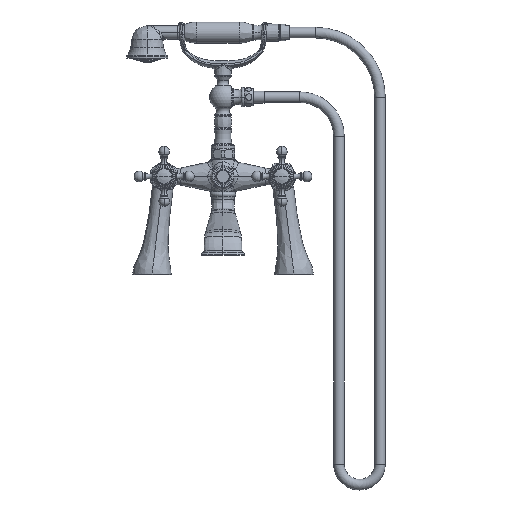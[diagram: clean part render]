
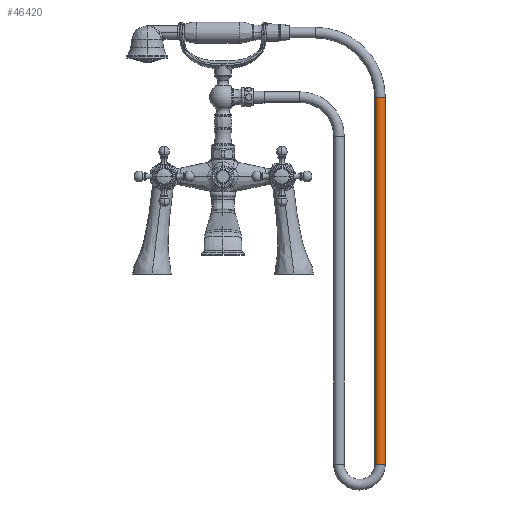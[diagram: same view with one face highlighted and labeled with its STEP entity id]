
A CAD part, top view. The second image highlights one B-rep face of the part: STEP entity #46420.
In plain terms, the highlighted cylindrical face has radius 6.858 mm (diameter 13.716 mm), a partial arc.
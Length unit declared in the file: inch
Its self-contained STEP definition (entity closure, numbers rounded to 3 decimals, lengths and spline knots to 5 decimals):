
#15683=DIRECTION('',(0.,-1.,0.));
#15684=VECTOR('',#15683,18.713);
#15685=CARTESIAN_POINT('',(7.73343,4.04827,0.));
#15686=LINE('',#15685,#15684);
#15687=CARTESIAN_POINT('',(8.00343,4.04827,0.));
#15688=DIRECTION('',(0.,-1.,0.));
#15689=DIRECTION('',(1.,0.,0.));
#15690=AXIS2_PLACEMENT_3D('',#15687,#15688,#15689);
#15692=DIRECTION('',(0.,-1.,0.));
#15693=VECTOR('',#15692,18.713);
#15694=CARTESIAN_POINT('',(8.27343,4.04827,0.));
#15695=LINE('',#15694,#15693);
#15696=CARTESIAN_POINT('',(8.00343,-14.66473,0.));
#15697=DIRECTION('',(0.,-1.,0.));
#15698=DIRECTION('',(1.,0.,0.));
#15699=AXIS2_PLACEMENT_3D('',#15696,#15697,#15698);
#18029=CARTESIAN_POINT('',(7.73343,4.04827,0.));
#18030=CARTESIAN_POINT('',(8.27343,4.04827,0.));
#18031=VERTEX_POINT('',#18029);
#18032=VERTEX_POINT('',#18030);
#18033=CARTESIAN_POINT('',(7.73343,-14.66473,0.));
#18034=VERTEX_POINT('',#18033);
#18035=CARTESIAN_POINT('',(8.27343,-14.66473,0.));
#18036=VERTEX_POINT('',#18035);
#46408=CARTESIAN_POINT('',(8.00343,4.04827,0.));
#46409=DIRECTION('',(0.,-1.,0.));
#46410=DIRECTION('',(-1.,0.,0.));
#46411=AXIS2_PLACEMENT_3D('',#46408,#46409,#46410);
#46412=CYLINDRICAL_SURFACE('',#46411,0.27);
#46413=ORIENTED_EDGE('',*,*,#46373,.F.);
#46414=ORIENTED_EDGE('',*,*,#46403,.T.);
#46416=ORIENTED_EDGE('',*,*,#46415,.T.);
#46417=ORIENTED_EDGE('',*,*,#46399,.F.);
#46418=EDGE_LOOP('',(#46413,#46414,#46416,#46417));
#46419=FACE_OUTER_BOUND('',#46418,.F.);
#46420=ADVANCED_FACE('',(#46419),#46412,.T.);
#15691=CIRCLE('',#15690,0.27);
#15700=CIRCLE('',#15699,0.27);
#46373=EDGE_CURVE('',#18032,#18031,#15691,.T.);
#46399=EDGE_CURVE('',#18031,#18034,#15686,.T.);
#46403=EDGE_CURVE('',#18032,#18036,#15695,.T.);
#46415=EDGE_CURVE('',#18036,#18034,#15700,.T.);
